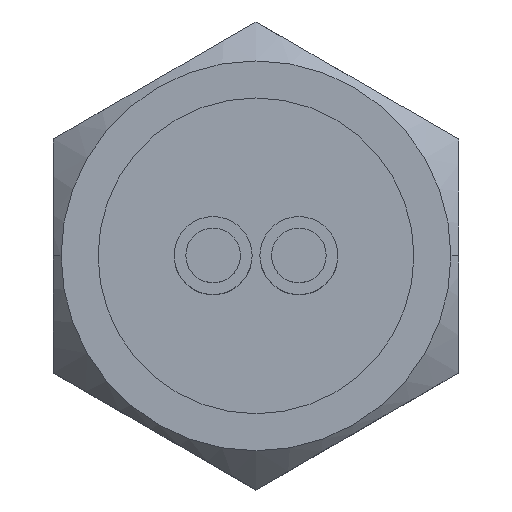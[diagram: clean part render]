
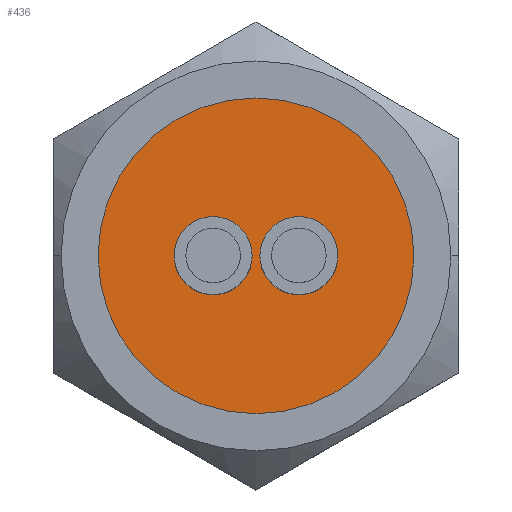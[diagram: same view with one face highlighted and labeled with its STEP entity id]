
A CAD part, top view. The second image highlights one B-rep face of the part: STEP entity #436.
In plain terms, the highlighted planar face has unit normal (0, 0, 1).
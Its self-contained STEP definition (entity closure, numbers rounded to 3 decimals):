
#19 = AXIS2_PLACEMENT_3D ( 'NONE', #1033, #630, #869 ) ;
#75 = DIRECTION ( 'NONE',  ( 0., 0., 1. ) ) ;
#102 = CIRCLE ( 'NONE', #1502, 4.05 ) ;
#128 = DIRECTION ( 'NONE',  ( 0., 0., 1. ) ) ;
#129 = AXIS2_PLACEMENT_3D ( 'NONE', #1699, #1680, #1536 ) ;
#151 = ORIENTED_EDGE ( 'NONE', *, *, #1193, .F. ) ;
#178 = AXIS2_PLACEMENT_3D ( 'NONE', #1056, #367, #908 ) ;
#189 = VERTEX_POINT ( 'NONE', #1092 ) ;
#216 = DIRECTION ( 'NONE',  ( 0., 0., 1. ) ) ;
#276 = EDGE_CURVE ( 'NONE', #1106, #1517, #1014, .T. ) ;
#277 = VERTEX_POINT ( 'NONE', #1015 ) ;
#301 = EDGE_LOOP ( 'NONE', ( #151, #556 ) ) ;
#328 = CIRCLE ( 'NONE', #19, 1. ) ;
#332 = PLANE ( 'NONE',  #1500 ) ;
#365 = CARTESIAN_POINT ( 'NONE',  ( 4.05, 0., 13. ) ) ;
#367 = DIRECTION ( 'NONE',  ( 0., 0., 1. ) ) ;
#373 = CARTESIAN_POINT ( 'NONE',  ( -1.1, 0., 13. ) ) ;
#436 = ADVANCED_FACE ( 'NONE', ( #1448, #1690, #625 ), #332, .T. ) ;
#475 = DIRECTION ( 'NONE',  ( 1., 0., 0. ) ) ;
#556 = ORIENTED_EDGE ( 'NONE', *, *, #1269, .F. ) ;
#604 = CARTESIAN_POINT ( 'NONE',  ( 0., 0., 13. ) ) ;
#617 = DIRECTION ( 'NONE',  ( 1., 0., 0. ) ) ;
#625 = FACE_BOUND ( 'NONE', #301, .T. ) ;
#630 = DIRECTION ( 'NONE',  ( 0., 0., 1. ) ) ;
#693 = EDGE_LOOP ( 'NONE', ( #1368, #894 ) ) ;
#783 = AXIS2_PLACEMENT_3D ( 'NONE', #373, #128, #1744 ) ;
#805 = CIRCLE ( 'NONE', #129, 1. ) ;
#869 = DIRECTION ( 'NONE',  ( 1., 0., 0. ) ) ;
#875 = DIRECTION ( 'NONE',  ( 0., 0., 1. ) ) ;
#894 = ORIENTED_EDGE ( 'NONE', *, *, #1009, .F. ) ;
#908 = DIRECTION ( 'NONE',  ( 1., 0., 0. ) ) ;
#923 = EDGE_CURVE ( 'NONE', #1517, #1106, #102, .T. ) ;
#960 = EDGE_LOOP ( 'NONE', ( #1443, #1497 ) ) ;
#989 = VERTEX_POINT ( 'NONE', #1595 ) ;
#1009 = EDGE_CURVE ( 'NONE', #1768, #189, #1474, .T. ) ;
#1014 = CIRCLE ( 'NONE', #1351, 4.05 ) ;
#1015 = CARTESIAN_POINT ( 'NONE',  ( -2.1, 0., 13. ) ) ;
#1024 = EDGE_CURVE ( 'NONE', #189, #1768, #805, .T. ) ;
#1029 = CARTESIAN_POINT ( 'NONE',  ( 0., 0., 13. ) ) ;
#1033 = CARTESIAN_POINT ( 'NONE',  ( -1.1, 0., 13. ) ) ;
#1056 = CARTESIAN_POINT ( 'NONE',  ( 1.1, 0., 13. ) ) ;
#1068 = CARTESIAN_POINT ( 'NONE',  ( -4.05, 0., 13. ) ) ;
#1092 = CARTESIAN_POINT ( 'NONE',  ( 0.1, 0., 13. ) ) ;
#1106 = VERTEX_POINT ( 'NONE', #365 ) ;
#1193 = EDGE_CURVE ( 'NONE', #277, #989, #328, .T. ) ;
#1247 = CARTESIAN_POINT ( 'NONE',  ( 2.1, 0., 13. ) ) ;
#1269 = EDGE_CURVE ( 'NONE', #989, #277, #1330, .T. ) ;
#1330 = CIRCLE ( 'NONE', #783, 1. ) ;
#1351 = AXIS2_PLACEMENT_3D ( 'NONE', #1029, #875, #475 ) ;
#1368 = ORIENTED_EDGE ( 'NONE', *, *, #1024, .F. ) ;
#1425 = CARTESIAN_POINT ( 'NONE',  ( 0., 0., 13. ) ) ;
#1443 = ORIENTED_EDGE ( 'NONE', *, *, #923, .T. ) ;
#1448 = FACE_BOUND ( 'NONE', #693, .T. ) ;
#1474 = CIRCLE ( 'NONE', #178, 1. ) ;
#1497 = ORIENTED_EDGE ( 'NONE', *, *, #276, .T. ) ;
#1500 = AXIS2_PLACEMENT_3D ( 'NONE', #604, #216, #1549 ) ;
#1502 = AXIS2_PLACEMENT_3D ( 'NONE', #1425, #75, #617 ) ;
#1517 = VERTEX_POINT ( 'NONE', #1068 ) ;
#1536 = DIRECTION ( 'NONE',  ( 1., 0., 0. ) ) ;
#1549 = DIRECTION ( 'NONE',  ( 1., 0., 0. ) ) ;
#1595 = CARTESIAN_POINT ( 'NONE',  ( -0.1, 0., 13. ) ) ;
#1680 = DIRECTION ( 'NONE',  ( 0., 0., 1. ) ) ;
#1690 = FACE_OUTER_BOUND ( 'NONE', #960, .T. ) ;
#1699 = CARTESIAN_POINT ( 'NONE',  ( 1.1, 0., 13. ) ) ;
#1744 = DIRECTION ( 'NONE',  ( 1., 0., 0. ) ) ;
#1768 = VERTEX_POINT ( 'NONE', #1247 ) ;
